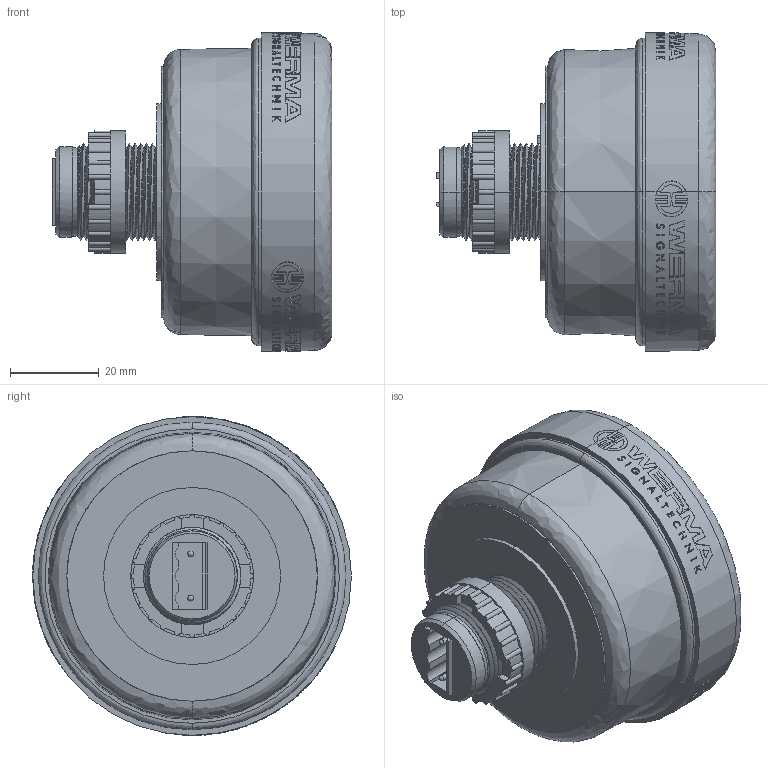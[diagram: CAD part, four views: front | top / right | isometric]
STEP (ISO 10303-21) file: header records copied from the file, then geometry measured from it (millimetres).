
FILE_DESCRIPTION (( 'STEP AP214' ), '1' );
FILE_NAME ('11000075.step', '2018-02-26T16:52:37', ( '' ), ( '' ), 'SwSTEP 2.0', 'SolidWorks 2017', '' );
FILE_SCHEMA (( 'AUTOMOTIVE_DESIGN' ));
Length unit declared in the file: inch
Products named in the file (1): 11000075
Bounding box: 63.25 x 72.06 x 72.1 mm (x, y, z)
Volume: 147962.4 mm3; surface area: 20497.3 mm2
Topology: 1 solids, 1 shells, 1199 faces, 3273 edges, 2165 vertices
Faces by surface type: plane 768, cylinder 326, cone 82, bspline 23
Entity records: 65229 total; most frequent: CARTESIAN_POINT 20713, ORIENTED_EDGE 6538, DIRECTION 5431, EDGE_CURVE 3269, VERTEX_POINT 2165, AXIS2_PLACEMENT_3D 1912, LINE 1607, VECTOR 1607
